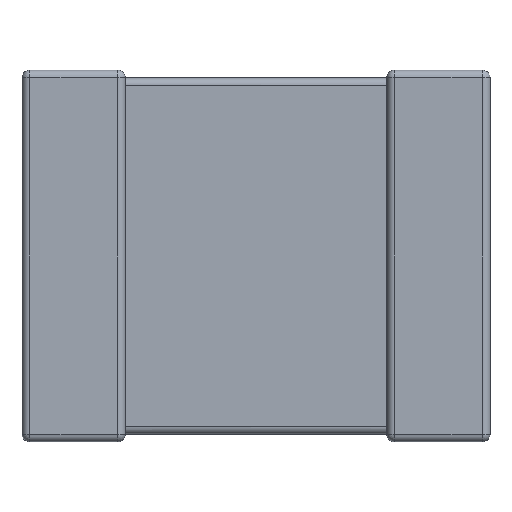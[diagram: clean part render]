
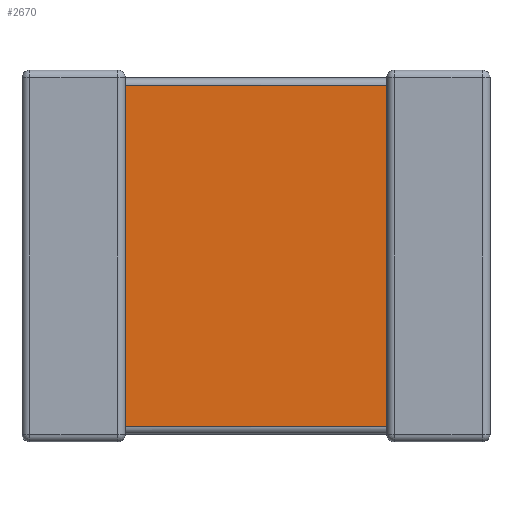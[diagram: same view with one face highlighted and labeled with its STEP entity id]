
A CAD part, front view. The second image highlights one B-rep face of the part: STEP entity #2670.
In plain terms, the highlighted planar face has unit normal (0, -1, 0).
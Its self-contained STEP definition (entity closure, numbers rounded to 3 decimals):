
#281 = VERTEX_POINT ( 'NONE', #3244 ) ;
#337 = CARTESIAN_POINT ( 'NONE',  ( 0.75, 0.056, -2.7 ) ) ;
#344 = EDGE_CURVE ( 'NONE', #281, #1418, #548, .T. ) ;
#361 = EDGE_LOOP ( 'NONE', ( #1142, #1245, #588, #2317 ) ) ;
#548 = LINE ( 'NONE', #1235, #3370 ) ;
#588 = ORIENTED_EDGE ( 'NONE', *, *, #789, .T. ) ;
#709 = CARTESIAN_POINT ( 'NONE',  ( 2.65, 0.056, -2.588 ) ) ;
#714 = CARTESIAN_POINT ( 'NONE',  ( 2.65, 0.056, -2.7 ) ) ;
#789 = EDGE_CURVE ( 'NONE', #4403, #281, #3471, .T. ) ;
#879 = EDGE_CURVE ( 'NONE', #1579, #4403, #1284, .T. ) ;
#998 = FACE_OUTER_BOUND ( 'NONE', #361, .T. ) ;
#1142 = ORIENTED_EDGE ( 'NONE', *, *, #3118, .F. ) ;
#1235 = CARTESIAN_POINT ( 'NONE',  ( 0.75, 0.056, -0.112 ) ) ;
#1245 = ORIENTED_EDGE ( 'NONE', *, *, #879, .T. ) ;
#1284 = LINE ( 'NONE', #4353, #2966 ) ;
#1286 = DIRECTION ( 'NONE',  ( 0., 0., 1. ) ) ;
#1325 = CARTESIAN_POINT ( 'NONE',  ( 0.75, 0.056, -2.588 ) ) ;
#1418 = VERTEX_POINT ( 'NONE', #1929 ) ;
#1579 = VERTEX_POINT ( 'NONE', #1325 ) ;
#1929 = CARTESIAN_POINT ( 'NONE',  ( 0.75, 0.056, -0.112 ) ) ;
#2158 = DIRECTION ( 'NONE',  ( 0., 0., -1. ) ) ;
#2247 = LINE ( 'NONE', #4189, #3309 ) ;
#2317 = ORIENTED_EDGE ( 'NONE', *, *, #344, .T. ) ;
#2519 = DIRECTION ( 'NONE',  ( 0., 0., 1. ) ) ;
#2548 = PLANE ( 'NONE',  #4444 ) ;
#2670 = ADVANCED_FACE ( 'NONE', ( #998 ), #2548, .T. ) ;
#2966 = VECTOR ( 'NONE', #3652, 1000. ) ;
#3118 = EDGE_CURVE ( 'NONE', #1579, #1418, #2247, .T. ) ;
#3244 = CARTESIAN_POINT ( 'NONE',  ( 2.65, 0.056, -0.112 ) ) ;
#3309 = VECTOR ( 'NONE', #1286, 1000. ) ;
#3370 = VECTOR ( 'NONE', #4393, 1000. ) ;
#3471 = LINE ( 'NONE', #714, #4542 ) ;
#3652 = DIRECTION ( 'NONE',  ( 1., 0., 0. ) ) ;
#3922 = DIRECTION ( 'NONE',  ( 0., -1., 0. ) ) ;
#4189 = CARTESIAN_POINT ( 'NONE',  ( 0.75, 0.056, -2.7 ) ) ;
#4353 = CARTESIAN_POINT ( 'NONE',  ( 2.65, 0.056, -2.588 ) ) ;
#4393 = DIRECTION ( 'NONE',  ( -1., 0., 0. ) ) ;
#4403 = VERTEX_POINT ( 'NONE', #709 ) ;
#4444 = AXIS2_PLACEMENT_3D ( 'NONE', #337, #3922, #2158 ) ;
#4542 = VECTOR ( 'NONE', #2519, 1000. ) ;
